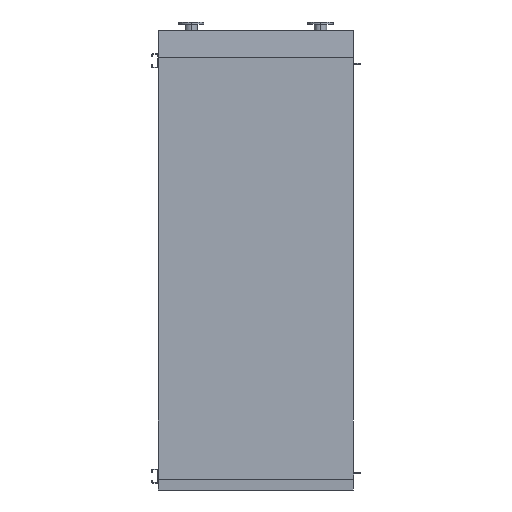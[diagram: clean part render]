
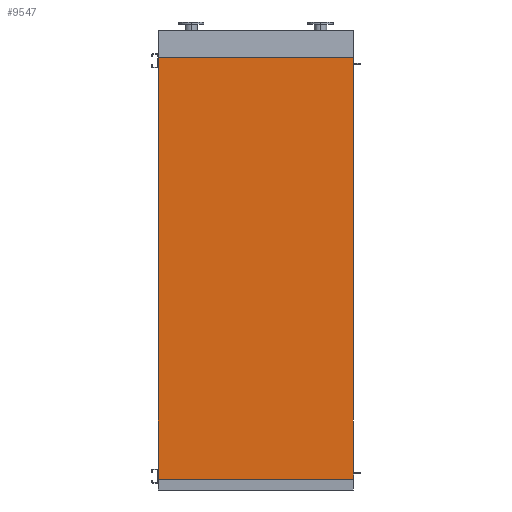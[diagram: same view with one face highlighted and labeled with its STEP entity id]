
A CAD part, front view. The second image highlights one B-rep face of the part: STEP entity #9547.
In plain terms, the highlighted planar face has unit normal (0, -1, 0).
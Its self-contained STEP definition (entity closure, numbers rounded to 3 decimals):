
#8 = EDGE_CURVE ( 'NONE', #2362, #7464, #4451, .T. ) ;
#45 = ORIENTED_EDGE ( 'NONE', *, *, #8, .T. ) ;
#79 = DIRECTION ( 'NONE',  ( 1., 0., 0. ) ) ;
#154 = VERTEX_POINT ( 'NONE', #6968 ) ;
#694 = DIRECTION ( 'NONE',  ( 0., 0., -1. ) ) ;
#1416 = ORIENTED_EDGE ( 'NONE', *, *, #10402, .T. ) ;
#2269 = VECTOR ( 'NONE', #4335, 1000. ) ;
#2362 = VERTEX_POINT ( 'NONE', #8646 ) ;
#2514 = CARTESIAN_POINT ( 'NONE',  ( -845., 0., -3650. ) ) ;
#2832 = CARTESIAN_POINT ( 'NONE',  ( -845., 0., 0. ) ) ;
#2874 = CARTESIAN_POINT ( 'NONE',  ( -845., 0., 0. ) ) ;
#2996 = ORIENTED_EDGE ( 'NONE', *, *, #10102, .F. ) ;
#3348 = AXIS2_PLACEMENT_3D ( 'NONE', #10759, #9080, #694 ) ;
#4136 = DIRECTION ( 'NONE',  ( 0., 0., 1. ) ) ;
#4335 = DIRECTION ( 'NONE',  ( 0., 0., 1. ) ) ;
#4451 = LINE ( 'NONE', #11621, #2269 ) ;
#5357 = LINE ( 'NONE', #2514, #10394 ) ;
#5857 = CARTESIAN_POINT ( 'NONE',  ( -845., 0., -3650. ) ) ;
#6019 = VECTOR ( 'NONE', #79, 1000. ) ;
#6671 = EDGE_CURVE ( 'NONE', #154, #10977, #7039, .T. ) ;
#6968 = CARTESIAN_POINT ( 'NONE',  ( -845., 0., -3650. ) ) ;
#7039 = LINE ( 'NONE', #5857, #10917 ) ;
#7062 = PLANE ( 'NONE',  #3348 ) ;
#7464 = VERTEX_POINT ( 'NONE', #11485 ) ;
#8236 = LINE ( 'NONE', #2874, #6019 ) ;
#8543 = ORIENTED_EDGE ( 'NONE', *, *, #6671, .F. ) ;
#8646 = CARTESIAN_POINT ( 'NONE',  ( 845., 0., -3650. ) ) ;
#9080 = DIRECTION ( 'NONE',  ( 0., -1., 0. ) ) ;
#9190 = EDGE_LOOP ( 'NONE', ( #2996, #8543, #1416, #45 ) ) ;
#9547 = ADVANCED_FACE ( 'NONE', ( #10817 ), #7062, .T. ) ;
#10102 = EDGE_CURVE ( 'NONE', #10977, #7464, #8236, .T. ) ;
#10394 = VECTOR ( 'NONE', #11749, 1000. ) ;
#10402 = EDGE_CURVE ( 'NONE', #154, #2362, #5357, .T. ) ;
#10759 = CARTESIAN_POINT ( 'NONE',  ( -845., 0., -3650. ) ) ;
#10817 = FACE_OUTER_BOUND ( 'NONE', #9190, .T. ) ;
#10917 = VECTOR ( 'NONE', #4136, 1000. ) ;
#10977 = VERTEX_POINT ( 'NONE', #2832 ) ;
#11485 = CARTESIAN_POINT ( 'NONE',  ( 845., 0., 0. ) ) ;
#11621 = CARTESIAN_POINT ( 'NONE',  ( 845., 0., -3650. ) ) ;
#11749 = DIRECTION ( 'NONE',  ( 1., 0., 0. ) ) ;
